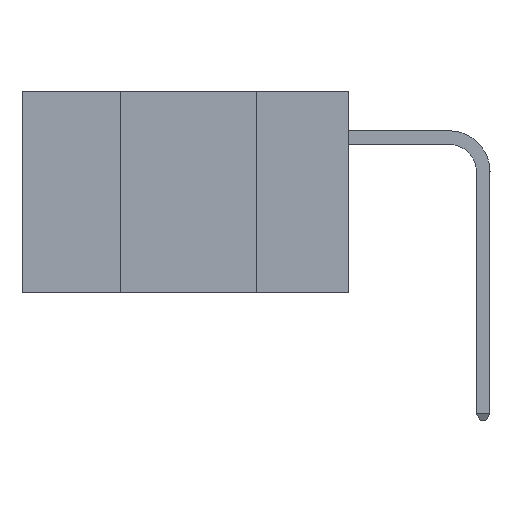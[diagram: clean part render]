
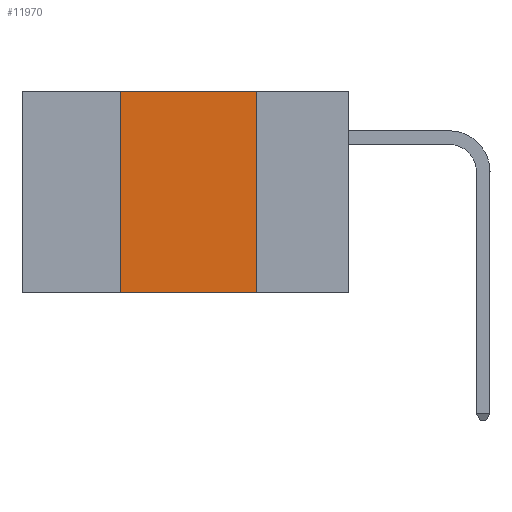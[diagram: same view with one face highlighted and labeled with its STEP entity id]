
A CAD part, left-side view. The second image highlights one B-rep face of the part: STEP entity #11970.
In plain terms, the highlighted planar face has unit normal (-1, 0, 0).
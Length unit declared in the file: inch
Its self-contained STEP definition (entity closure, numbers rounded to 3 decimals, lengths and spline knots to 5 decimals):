
#1493 = VECTOR ( 'NONE', #21555, 39.37008 ) ;
#1819 = EDGE_CURVE ( 'NONE', #11465, #3931, #14232, .T. ) ;
#3931 = VERTEX_POINT ( 'NONE', #24143 ) ;
#4511 = DIRECTION ( 'NONE',  ( 1., 0., 0. ) ) ;
#4717 = ORIENTED_EDGE ( 'NONE', *, *, #33992, .F. ) ;
#11369 = VECTOR ( 'NONE', #24561, 39.37008 ) ;
#11465 = VERTEX_POINT ( 'NONE', #31502 ) ;
#11559 = ORIENTED_EDGE ( 'NONE', *, *, #18284, .F. ) ;
#11699 = ORIENTED_EDGE ( 'NONE', *, *, #1819, .F. ) ;
#11970 = ADVANCED_FACE ( 'NONE', ( #22051 ), #30562, .F. ) ;
#12412 = CARTESIAN_POINT ( 'NONE',  ( 0., 0.17, 0. ) ) ;
#12659 = CARTESIAN_POINT ( 'NONE',  ( 0., 0.42, 0. ) ) ;
#12671 = EDGE_LOOP ( 'NONE', ( #11699, #4717, #11559, #26131 ) ) ;
#14232 = LINE ( 'NONE', #12412, #16720 ) ;
#16720 = VECTOR ( 'NONE', #19151, 39.37008 ) ;
#17780 = CARTESIAN_POINT ( 'NONE',  ( 0., 0.6, 0. ) ) ;
#18284 = EDGE_CURVE ( 'NONE', #28873, #41231, #30585, .T. ) ;
#19151 = DIRECTION ( 'NONE',  ( 0., 0., -1. ) ) ;
#20876 = LINE ( 'NONE', #24014, #11369 ) ;
#21027 = CARTESIAN_POINT ( 'NONE',  ( 0., 0.6, 0. ) ) ;
#21555 = DIRECTION ( 'NONE',  ( 0., 0., 1. ) ) ;
#22051 = FACE_OUTER_BOUND ( 'NONE', #12671, .T. ) ;
#24014 = CARTESIAN_POINT ( 'NONE',  ( 0., 0.6, -0.37 ) ) ;
#24143 = CARTESIAN_POINT ( 'NONE',  ( 0., 0.17, -0.37 ) ) ;
#24337 = DIRECTION ( 'NONE',  ( 0., 0., -1. ) ) ;
#24450 = CARTESIAN_POINT ( 'NONE',  ( 0., 0.42, 0. ) ) ;
#24561 = DIRECTION ( 'NONE',  ( 0., -1., 0. ) ) ;
#26131 = ORIENTED_EDGE ( 'NONE', *, *, #27487, .T. ) ;
#27487 = EDGE_CURVE ( 'NONE', #28873, #3931, #20876, .T. ) ;
#28873 = VERTEX_POINT ( 'NONE', #37939 ) ;
#29622 = VECTOR ( 'NONE', #30220, 39.37008 ) ;
#30220 = DIRECTION ( 'NONE',  ( 0., -1., 0. ) ) ;
#30562 = PLANE ( 'NONE',  #39007 ) ;
#30585 = LINE ( 'NONE', #24450, #1493 ) ;
#31502 = CARTESIAN_POINT ( 'NONE',  ( 0., 0.17, 0. ) ) ;
#33992 = EDGE_CURVE ( 'NONE', #41231, #11465, #38291, .T. ) ;
#37939 = CARTESIAN_POINT ( 'NONE',  ( 0., 0.42, -0.37 ) ) ;
#38291 = LINE ( 'NONE', #17780, #29622 ) ;
#39007 = AXIS2_PLACEMENT_3D ( 'NONE', #21027, #4511, #24337 ) ;
#41231 = VERTEX_POINT ( 'NONE', #12659 ) ;
